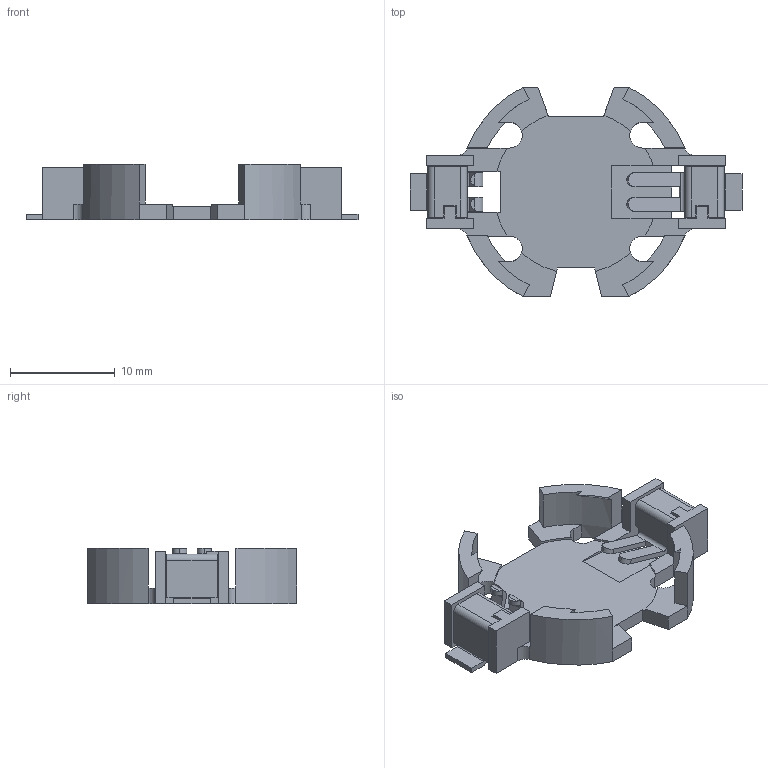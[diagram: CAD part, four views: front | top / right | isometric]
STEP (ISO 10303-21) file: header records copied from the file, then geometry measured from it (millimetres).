
FILE_DESCRIPTION(('FreeCAD Model'),'2;1');
FILE_NAME('BU2032SM_JJ_GTR.step','2021-03-30T04:13:09',( 'kicad StepUp'),('ksu MCAD'),'Open CASCADE STEP processor 7.3', 'FreeCAD','Unknown');
FILE_SCHEMA(('AUTOMOTIVE_DESIGN { 1 0 10303 214 1 1 1 1 }'));
Length unit declared in the file: millimetre
Products named in the file (1): BU2032SM_JJ_GTR
Bounding box: 31.7 x 20 x 5.3 mm (x, y, z)
Volume: 809.7 mm3; surface area: 1709.2 mm2
Topology: 3 solids, 3 shells, 232 faces, 632 edges, 400 vertices
Faces by surface type: plane 166, cylinder 62, cone 4
Entity records: 8910 total; most frequent: CARTESIAN_POINT 1349, ORIENTED_EDGE 1264, DIRECTION 1210, EDGE_CURVE 632, LINE 472, VECTOR 472, VERTEX_POINT 400, AXIS2_PLACEMENT_3D 369
